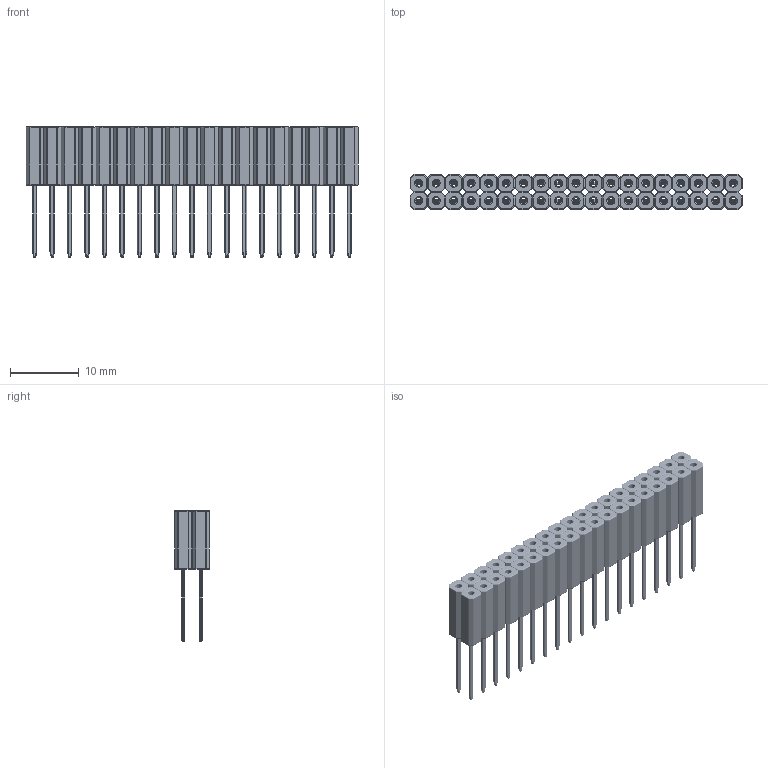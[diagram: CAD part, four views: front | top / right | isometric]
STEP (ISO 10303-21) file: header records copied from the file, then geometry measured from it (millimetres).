
FILE_DESCRIPTION(('FreeCAD Model'),'2;1');
FILE_NAME('Open CASCADE Shape Model','2023-06-26T09:10:50',(''),(''), 'Open CASCADE STEP processor 7.6','FreeCAD','Unknown');
FILE_SCHEMA(('AUTOMOTIVE_DESIGN { 1 0 10303 214 1 1 1 1 }'));
Length unit declared in the file: millimetre
Products named in the file (5): StackHead; Shroud; Shroud_SinglePin; Pins; Pins_SinglePin
Assembly tree (78 placements, depth 3):
  StackHead
    Shroud
      Shroud_SinglePin  x38
    Pins
      Pins_SinglePin  x38
Bounding box: 48.26 x 5.08 x 19 mm (x, y, z)
Volume: 1728.6 mm3; surface area: 6769.6 mm2
Topology: 76 solids, 76 shells, 5548 faces, 12806 edges, 6194 vertices
Faces by surface type: cylinder 2546, plane 1292, sphere 1216, torus 494
Full cylindrical faces by diameter (mm): 0.919 x38
Entity records: 8466 total; most frequent: DIRECTION 1514, CARTESIAN_POINT 1321, LINE 745, VECTOR 745, ORIENTED_EDGE 610, PCURVE 610, DEFINITIONAL_REPRESENTATION 610, AXIS2_PLACEMENT_3D 377
